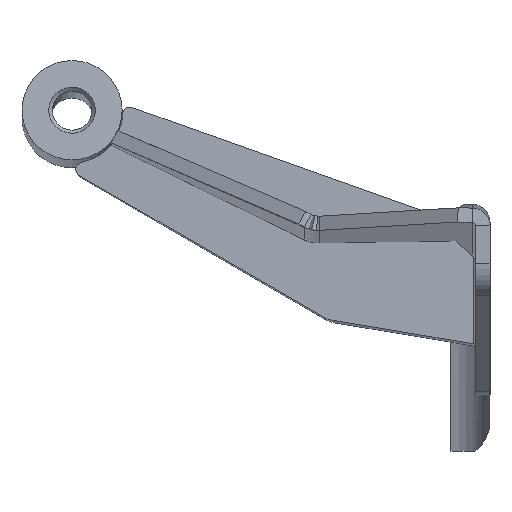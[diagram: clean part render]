
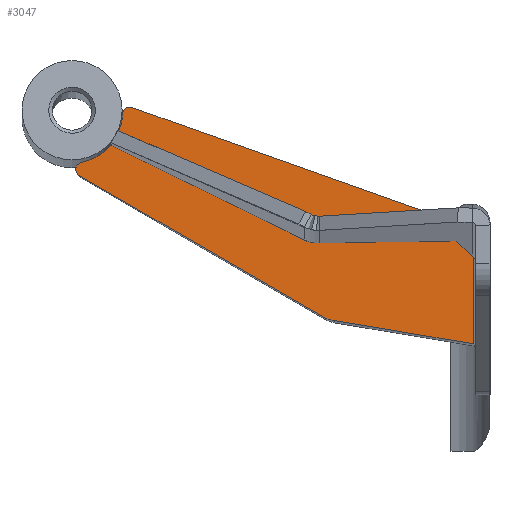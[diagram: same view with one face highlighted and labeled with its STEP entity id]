
A CAD part, top view. The second image highlights one B-rep face of the part: STEP entity #3047.
In plain terms, the highlighted planar face has unit normal (-0.227, 0.244, 0.943).
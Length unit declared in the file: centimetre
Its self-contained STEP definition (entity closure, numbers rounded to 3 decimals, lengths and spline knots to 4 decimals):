
#114=B_SPLINE_CURVE_WITH_KNOTS('',3,(#5668,#5669,#5670,#5671,#5672,#5673,
#5674,#5675,#5676,#5677),.UNSPECIFIED.,.F.,.F.,(4,3,3,4),(0.,0.2339,
0.4535,1.),.UNSPECIFIED.);
#307=FACE_OUTER_BOUND('',#500,.T.);
#500=EDGE_LOOP('',(#2562,#2563,#2564,#2565,#2566,#2567,#2568,#2569,#2570,
#2571,#2572,#2573,#2574,#2575,#2576,#2577,#2578));
#762=LINE('',#5646,#1066);
#768=LINE('',#5685,#1072);
#771=LINE('',#5693,#1075);
#773=LINE('',#5700,#1077);
#775=LINE('',#5704,#1079);
#778=LINE('',#5709,#1082);
#780=LINE('',#5716,#1084);
#782=LINE('',#5720,#1086);
#784=LINE('',#5724,#1088);
#786=LINE('',#5727,#1090);
#1066=VECTOR('',#3848,8.3079);
#1072=VECTOR('',#3864,9.2669);
#1075=VECTOR('',#3873,3.1509);
#1077=VECTOR('',#3881,0.408);
#1079=VECTOR('',#3885,0.421);
#1082=VECTOR('',#3890,0.4478);
#1084=VECTOR('',#3898,4.0031);
#1086=VECTOR('',#3902,0.7071);
#1088=VECTOR('',#3906,2.5);
#1090=VECTOR('',#3910,4.1183);
#1225=CIRCLE('',#3254,1.);
#1226=CIRCLE('',#3257,0.2);
#1227=CIRCLE('',#3259,0.2);
#1228=CIRCLE('',#3262,0.2);
#1229=CIRCLE('',#3265,0.4);
#1230=CIRCLE('',#3270,0.8);
#1439=VERTEX_POINT('',#5639);
#1440=VERTEX_POINT('',#5641);
#1441=VERTEX_POINT('',#5645);
#1442=VERTEX_POINT('',#5649);
#1443=VERTEX_POINT('',#5666);
#1444=VERTEX_POINT('',#5679);
#1445=VERTEX_POINT('',#5683);
#1446=VERTEX_POINT('',#5687);
#1447=VERTEX_POINT('',#5691);
#1448=VERTEX_POINT('',#5695);
#1449=VERTEX_POINT('',#5699);
#1450=VERTEX_POINT('',#5703);
#1451=VERTEX_POINT('',#5707);
#1452=VERTEX_POINT('',#5711);
#1453=VERTEX_POINT('',#5715);
#1454=VERTEX_POINT('',#5719);
#1455=VERTEX_POINT('',#5723);
#1811=EDGE_CURVE('',#1440,#1439,#1225,.T.);
#1813=EDGE_CURVE('',#1441,#1440,#762,.T.);
#1815=EDGE_CURVE('',#1442,#1441,#1226,.T.);
#1818=EDGE_CURVE('',#1443,#1442,#114,.T.);
#1819=EDGE_CURVE('',#1444,#1443,#1227,.T.);
#1822=EDGE_CURVE('',#1445,#1444,#768,.T.);
#1823=EDGE_CURVE('',#1446,#1445,#1228,.T.);
#1826=EDGE_CURVE('',#1447,#1446,#771,.T.);
#1827=EDGE_CURVE('',#1448,#1447,#1229,.T.);
#1829=EDGE_CURVE('',#1449,#1448,#773,.T.);
#1831=EDGE_CURVE('',#1450,#1449,#775,.T.);
#1834=EDGE_CURVE('',#1451,#1450,#778,.T.);
#1836=EDGE_CURVE('',#1452,#1451,#1230,.T.);
#1837=EDGE_CURVE('',#1453,#1452,#780,.T.);
#1839=EDGE_CURVE('',#1454,#1453,#782,.T.);
#1841=EDGE_CURVE('',#1455,#1454,#784,.T.);
#1843=EDGE_CURVE('',#1439,#1455,#786,.T.);
#2562=ORIENTED_EDGE('',*,*,#1811,.T.);
#2563=ORIENTED_EDGE('',*,*,#1843,.T.);
#2564=ORIENTED_EDGE('',*,*,#1841,.T.);
#2565=ORIENTED_EDGE('',*,*,#1839,.T.);
#2566=ORIENTED_EDGE('',*,*,#1837,.T.);
#2567=ORIENTED_EDGE('',*,*,#1836,.T.);
#2568=ORIENTED_EDGE('',*,*,#1834,.T.);
#2569=ORIENTED_EDGE('',*,*,#1831,.T.);
#2570=ORIENTED_EDGE('',*,*,#1829,.T.);
#2571=ORIENTED_EDGE('',*,*,#1827,.T.);
#2572=ORIENTED_EDGE('',*,*,#1826,.T.);
#2573=ORIENTED_EDGE('',*,*,#1823,.T.);
#2574=ORIENTED_EDGE('',*,*,#1822,.T.);
#2575=ORIENTED_EDGE('',*,*,#1819,.T.);
#2576=ORIENTED_EDGE('',*,*,#1818,.T.);
#2577=ORIENTED_EDGE('',*,*,#1815,.T.);
#2578=ORIENTED_EDGE('',*,*,#1813,.T.);
#2884=PLANE('',#3275);
#3047=ADVANCED_FACE('',(#307),#2884,.F.);
#3254=AXIS2_PLACEMENT_3D('',#5642,#3843,#3844);
#3257=AXIS2_PLACEMENT_3D('',#5650,#3852,#3853);
#3259=AXIS2_PLACEMENT_3D('',#5680,#3858,#3859);
#3262=AXIS2_PLACEMENT_3D('',#5688,#3867,#3868);
#3265=AXIS2_PLACEMENT_3D('',#5696,#3876,#3877);
#3270=AXIS2_PLACEMENT_3D('',#5713,#3894,#3895);
#3275=AXIS2_PLACEMENT_3D('',#5728,#3911,#3912);
#3843=DIRECTION('center_axis',(-0.227,0.244,0.943));
#3844=DIRECTION('ref_axis',(-0.527,-0.845,0.092));
#3848=DIRECTION('',(0.819,-0.476,0.32));
#3852=DIRECTION('center_axis',(-0.227,0.244,0.943));
#3853=DIRECTION('ref_axis',(-0.168,0.944,-0.284));
#3858=DIRECTION('center_axis',(-0.227,0.244,0.943));
#3859=DIRECTION('ref_axis',(0.374,0.916,-0.146));
#3864=DIRECTION('',(-0.899,0.32,-0.299));
#3867=DIRECTION('center_axis',(-0.227,0.244,0.943));
#3868=DIRECTION('ref_axis',(-0.044,-0.97,0.24));
#3873=DIRECTION('',(0.973,0.013,0.231));
#3876=DIRECTION('center_axis',(-0.227,0.244,0.943));
#3877=DIRECTION('ref_axis',(-0.469,-0.876,0.113));
#3881=DIRECTION('',(0.853,-0.417,0.313));
#3885=DIRECTION('',(0.527,0.845,-0.092));
#3890=DIRECTION('',(-0.853,0.417,-0.313));
#3894=DIRECTION('center_axis',(0.227,-0.244,-0.943));
#3895=DIRECTION('ref_axis',(-0.044,-0.97,0.24));
#3898=DIRECTION('',(-0.973,-0.013,-0.231));
#3902=DIRECTION('',(-0.689,0.644,-0.332));
#3906=DIRECTION('',(0.,0.968,-0.25));
#3910=DIRECTION('',(0.95,-0.158,0.269));
#3911=DIRECTION('center_axis',(0.227,-0.244,-0.943));
#3912=DIRECTION('ref_axis',(-0.974,-0.057,-0.22));
#5639=CARTESIAN_POINT('',(-7.1813,4.6544,10.5949));
#5641=CARTESIAN_POINT('',(-7.4932,4.7662,10.4909));
#5642=CARTESIAN_POINT('Origin',(-6.9664,5.6113,10.3994));
#5645=CARTESIAN_POINT('',(-14.2985,8.7208,7.8317));
#5646=CARTESIAN_POINT('',(-14.2985,8.7208,7.8317));
#5649=CARTESIAN_POINT('',(-14.2266,9.0786,7.7565));
#5650=CARTESIAN_POINT('Origin',(-14.1931,8.8898,7.8134));
#5666=CARTESIAN_POINT('',(-13.0853,10.4163,7.6856));
#5668=CARTESIAN_POINT('Ctrl Pts',(-13.0853,10.4163,7.6856));
#5669=CARTESIAN_POINT('Ctrl Pts',(-13.0799,10.2704,7.7246));
#5670=CARTESIAN_POINT('Ctrl Pts',(-13.122,10.1123,7.7553));
#5671=CARTESIAN_POINT('Ctrl Pts',(-13.177,9.9685,7.7792));
#5672=CARTESIAN_POINT('Ctrl Pts',(-13.2286,9.8336,7.8016));
#5673=CARTESIAN_POINT('Ctrl Pts',(-13.2915,9.7113,7.8181));
#5674=CARTESIAN_POINT('Ctrl Pts',(-13.3717,9.6037,7.8266));
#5675=CARTESIAN_POINT('Ctrl Pts',(-13.5712,9.3359,7.8478));
#5676=CARTESIAN_POINT('Ctrl Pts',(-13.8774,9.1596,7.8196));
#5677=CARTESIAN_POINT('Ctrl Pts',(-14.2266,9.0786,7.7565));
#5679=CARTESIAN_POINT('',(-12.8158,10.6179,7.6984));
#5680=CARTESIAN_POINT('Origin',(-12.8907,10.4348,7.7277));
#5683=CARTESIAN_POINT('',(-4.4838,7.655,10.4688));
#5685=CARTESIAN_POINT('',(-4.4838,7.655,10.4688));
#5687=CARTESIAN_POINT('',(-4.5675,7.2779,10.546));
#5688=CARTESIAN_POINT('Origin',(-4.5587,7.4719,10.4981));
#5691=CARTESIAN_POINT('',(-7.633,7.2378,9.8187));
#5693=CARTESIAN_POINT('',(-7.633,7.2378,9.8187));
#5695=CARTESIAN_POINT('',(-7.8031,7.2755,9.7681));
#5696=CARTESIAN_POINT('Origin',(-7.6154,7.6258,9.7228));
#5699=CARTESIAN_POINT('',(-8.1513,7.4456,9.6403));
#5700=CARTESIAN_POINT('',(-8.1513,7.4456,9.6403));
#5703=CARTESIAN_POINT('',(-8.3731,7.0899,9.6789));
#5704=CARTESIAN_POINT('',(-8.3731,7.0899,9.6789));
#5707=CARTESIAN_POINT('',(-7.991,6.9032,9.819));
#5709=CARTESIAN_POINT('',(-7.991,6.9032,9.819));
#5711=CARTESIAN_POINT('',(-7.6508,6.8279,9.9204));
#5713=CARTESIAN_POINT('Origin',(-7.6155,7.6037,9.7284));
#5715=CARTESIAN_POINT('',(-3.7562,6.8788,10.8444));
#5716=CARTESIAN_POINT('',(-3.7562,6.8788,10.8444));
#5719=CARTESIAN_POINT('',(-3.2692,6.4231,11.0793));
#5720=CARTESIAN_POINT('',(-3.2692,6.4231,11.0793));
#5723=CARTESIAN_POINT('',(-3.2692,4.0026,11.7046));
#5724=CARTESIAN_POINT('',(-3.2692,4.0026,11.7046));
#5727=CARTESIAN_POINT('',(-7.1813,4.6544,10.5949));
#5728=CARTESIAN_POINT('Origin',(-2.8939,3.107,12.0263));
